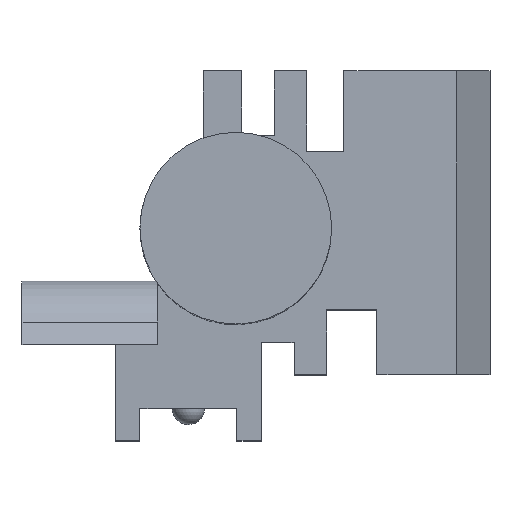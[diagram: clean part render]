
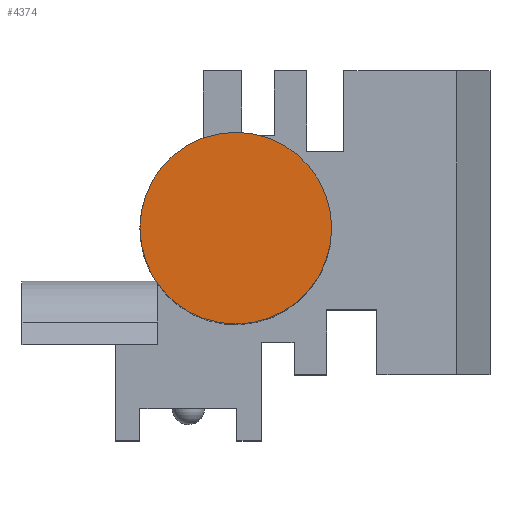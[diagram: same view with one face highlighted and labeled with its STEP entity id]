
A CAD part, top view. The second image highlights one B-rep face of the part: STEP entity #4374.
In plain terms, the highlighted planar face has unit normal (0, 0, 1).
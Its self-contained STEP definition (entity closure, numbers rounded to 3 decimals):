
#3101 = CYLINDRICAL_SURFACE('',#3102,2.953);
#3102 = AXIS2_PLACEMENT_3D('',#3103,#3104,#3105);
#3103 = CARTESIAN_POINT('',(-0.622,0.826,0.));
#3104 = DIRECTION('',(0.,0.,-1.));
#3105 = DIRECTION('',(1.,0.,0.));
#4207 = VERTEX_POINT('',#4208);
#4208 = CARTESIAN_POINT('',(2.33,0.826,12.7));
#4235 = EDGE_CURVE('',#4207,#4207,#4236,.T.);
#4236 = SURFACE_CURVE('',#4237,(#4242,#4249),.PCURVE_S1.);
#4237 = CIRCLE('',#4238,2.953);
#4238 = AXIS2_PLACEMENT_3D('',#4239,#4240,#4241);
#4239 = CARTESIAN_POINT('',(-0.622,0.826,12.7));
#4240 = DIRECTION('',(0.,0.,-1.));
#4241 = DIRECTION('',(1.,0.,0.));
#4242 = PCURVE('',#3101,#4243);
#4243 = DEFINITIONAL_REPRESENTATION('',(#4244),#4248);
#4244 = LINE('',#4245,#4246);
#4245 = CARTESIAN_POINT('',(-6.283,-12.7));
#4246 = VECTOR('',#4247,1.);
#4247 = DIRECTION('',(1.,-0.));
#4248 = ( GEOMETRIC_REPRESENTATION_CONTEXT(2) 
PARAMETRIC_REPRESENTATION_CONTEXT() REPRESENTATION_CONTEXT('2D SPACE',''
  ) );
#4249 = PCURVE('',#4250,#4255);
#4250 = PLANE('',#4251);
#4251 = AXIS2_PLACEMENT_3D('',#4252,#4253,#4254);
#4252 = CARTESIAN_POINT('',(0.,0.,12.7));
#4253 = DIRECTION('',(0.,0.,1.));
#4254 = DIRECTION('',(1.,0.,0.));
#4255 = DEFINITIONAL_REPRESENTATION('',(#4256),#4264);
#4256 = ( BOUNDED_CURVE() B_SPLINE_CURVE(2,(#4257,#4258,#4259,#4260,
#4261,#4262,#4263),.UNSPECIFIED.,.T.,.F.) B_SPLINE_CURVE_WITH_KNOTS((1,2
    ,2,2,2,1),(-2.094,0.,2.094,4.189,
6.283,8.378),.UNSPECIFIED.) CURVE() 
GEOMETRIC_REPRESENTATION_ITEM() RATIONAL_B_SPLINE_CURVE((1.,0.5,1.,0.5,
1.,0.5,1.)) REPRESENTATION_ITEM('') );
#4257 = CARTESIAN_POINT('',(2.33,0.826));
#4258 = CARTESIAN_POINT('',(2.33,-4.289));
#4259 = CARTESIAN_POINT('',(-2.099,-1.732));
#4260 = CARTESIAN_POINT('',(-6.528,0.826));
#4261 = CARTESIAN_POINT('',(-2.099,3.383));
#4262 = CARTESIAN_POINT('',(2.33,5.94));
#4263 = CARTESIAN_POINT('',(2.33,0.826));
#4264 = ( GEOMETRIC_REPRESENTATION_CONTEXT(2) 
PARAMETRIC_REPRESENTATION_CONTEXT() REPRESENTATION_CONTEXT('2D SPACE',''
  ) );
#4374 = ADVANCED_FACE('',(#4375),#4250,.T.);
#4375 = FACE_BOUND('',#4376,.T.);
#4376 = EDGE_LOOP('',(#4377));
#4377 = ORIENTED_EDGE('',*,*,#4235,.F.);
